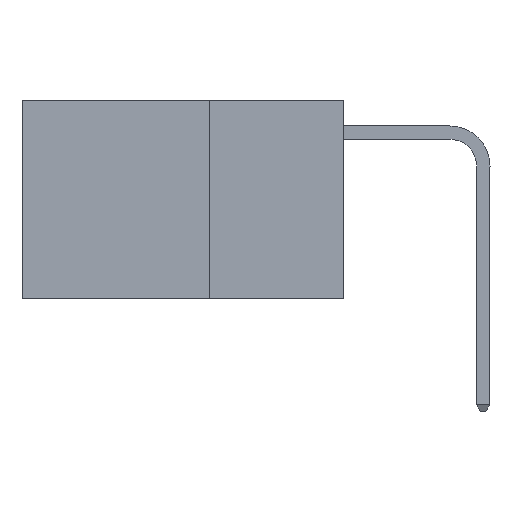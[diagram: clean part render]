
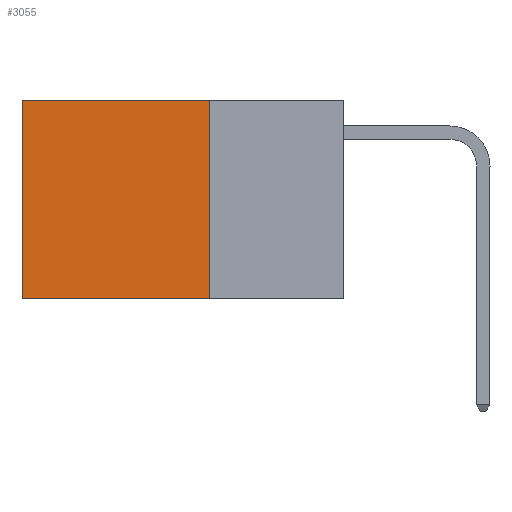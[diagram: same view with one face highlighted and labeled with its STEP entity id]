
A CAD part, left-side view. The second image highlights one B-rep face of the part: STEP entity #3055.
In plain terms, the highlighted planar face has unit normal (-1, 0, 0).
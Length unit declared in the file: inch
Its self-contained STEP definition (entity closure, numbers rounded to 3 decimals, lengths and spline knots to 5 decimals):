
#112 = EDGE_CURVE ( 'NONE', #8296, #20834, #23625, .T. ) ;
#790 = EDGE_LOOP ( 'NONE', ( #8477, #7140, #11599, #2591 ) ) ;
#2591 = ORIENTED_EDGE ( 'NONE', *, *, #3439, .T. ) ;
#3055 = ADVANCED_FACE ( 'NONE', ( #12451 ), #15265, .F. ) ;
#3439 = EDGE_CURVE ( 'NONE', #22638, #20235, #12423, .T. ) ;
#6704 = VECTOR ( 'NONE', #17952, 39.37008 ) ;
#6761 = CARTESIAN_POINT ( 'NONE',  ( 0.2625, 0.25, 0. ) ) ;
#6767 = VECTOR ( 'NONE', #23324, 39.37008 ) ;
#7140 = ORIENTED_EDGE ( 'NONE', *, *, #112, .F. ) ;
#7274 = LINE ( 'NONE', #8640, #22862 ) ;
#8296 = VERTEX_POINT ( 'NONE', #21653 ) ;
#8477 = ORIENTED_EDGE ( 'NONE', *, *, #18584, .T. ) ;
#8640 = CARTESIAN_POINT ( 'NONE',  ( 0.2625, 0.6, 0. ) ) ;
#8700 = CARTESIAN_POINT ( 'NONE',  ( 0.2625, 0.6, 0. ) ) ;
#9171 = CARTESIAN_POINT ( 'NONE',  ( 0.2625, 0.25, 0. ) ) ;
#10941 = CARTESIAN_POINT ( 'NONE',  ( 0.2625, 0.6, -0.37 ) ) ;
#11258 = DIRECTION ( 'NONE',  ( 1., 0., 0. ) ) ;
#11599 = ORIENTED_EDGE ( 'NONE', *, *, #12964, .F. ) ;
#12423 = LINE ( 'NONE', #6761, #17783 ) ;
#12451 = FACE_OUTER_BOUND ( 'NONE', #790, .T. ) ;
#12797 = DIRECTION ( 'NONE',  ( 0., 0., -1. ) ) ;
#12964 = EDGE_CURVE ( 'NONE', #22638, #8296, #14115, .T. ) ;
#14115 = LINE ( 'NONE', #15911, #6704 ) ;
#15265 = PLANE ( 'NONE',  #16137 ) ;
#15911 = CARTESIAN_POINT ( 'NONE',  ( 0.2625, 0.25, 0. ) ) ;
#16137 = AXIS2_PLACEMENT_3D ( 'NONE', #9171, #11258, #25415 ) ;
#17312 = CARTESIAN_POINT ( 'NONE',  ( 0.2625, 0.25, 0. ) ) ;
#17783 = VECTOR ( 'NONE', #20926, 39.37008 ) ;
#17952 = DIRECTION ( 'NONE',  ( 0., 0., -1. ) ) ;
#18584 = EDGE_CURVE ( 'NONE', #20235, #20834, #7274, .T. ) ;
#20235 = VERTEX_POINT ( 'NONE', #8700 ) ;
#20834 = VERTEX_POINT ( 'NONE', #10941 ) ;
#20926 = DIRECTION ( 'NONE',  ( 0., 1., 0. ) ) ;
#21653 = CARTESIAN_POINT ( 'NONE',  ( 0.2625, 0.25, -0.37 ) ) ;
#22638 = VERTEX_POINT ( 'NONE', #17312 ) ;
#22862 = VECTOR ( 'NONE', #12797, 39.37008 ) ;
#23324 = DIRECTION ( 'NONE',  ( 0., 1., 0. ) ) ;
#23625 = LINE ( 'NONE', #25867, #6767 ) ;
#25415 = DIRECTION ( 'NONE',  ( 0., 0., -1. ) ) ;
#25867 = CARTESIAN_POINT ( 'NONE',  ( 0.2625, 0.25, -0.37 ) ) ;
